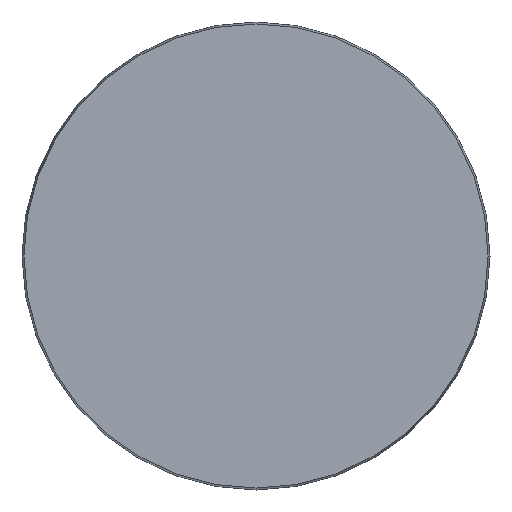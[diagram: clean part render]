
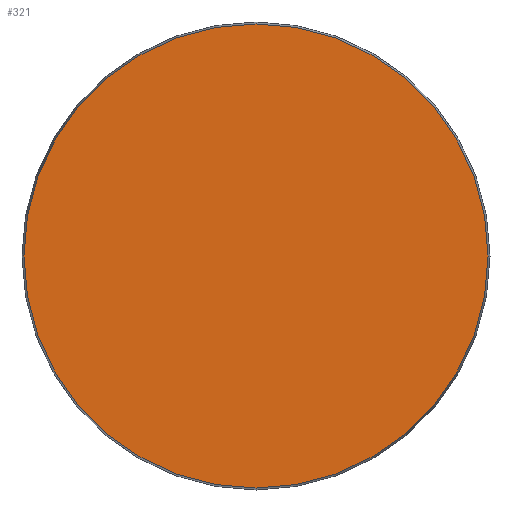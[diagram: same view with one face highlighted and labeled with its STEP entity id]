
A CAD part, front view. The second image highlights one B-rep face of the part: STEP entity #321.
In plain terms, the highlighted planar face has unit normal (0, -1, 0).
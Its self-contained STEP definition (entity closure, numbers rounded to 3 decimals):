
#1 = DIRECTION ( 'NONE',  ( 0., 1., 0. ) ) ;
#50 = DIRECTION ( 'NONE',  ( 0., 0., -1. ) ) ;
#63 = AXIS2_PLACEMENT_3D ( 'NONE', #698, #1, #565 ) ;
#102 = FACE_OUTER_BOUND ( 'NONE', #301, .T. ) ;
#138 = CARTESIAN_POINT ( 'NONE',  ( 0., 0., 0. ) ) ;
#155 = VERTEX_POINT ( 'NONE', #568 ) ;
#244 = EDGE_CURVE ( 'NONE', #155, #155, #258, .T. ) ;
#258 = CIRCLE ( 'NONE', #725, 68.425 ) ;
#301 = EDGE_LOOP ( 'NONE', ( #403 ) ) ;
#321 = ADVANCED_FACE ( 'NONE', ( #102 ), #525, .F. ) ;
#403 = ORIENTED_EDGE ( 'NONE', *, *, #244, .T. ) ;
#523 = DIRECTION ( 'NONE',  ( 0., -1., 0. ) ) ;
#525 = PLANE ( 'NONE',  #63 ) ;
#565 = DIRECTION ( 'NONE',  ( 0., 0., 1. ) ) ;
#568 = CARTESIAN_POINT ( 'NONE',  ( 0., 0., -68.425 ) ) ;
#698 = CARTESIAN_POINT ( 'NONE',  ( -68.425, 0., 0. ) ) ;
#725 = AXIS2_PLACEMENT_3D ( 'NONE', #138, #523, #50 ) ;
